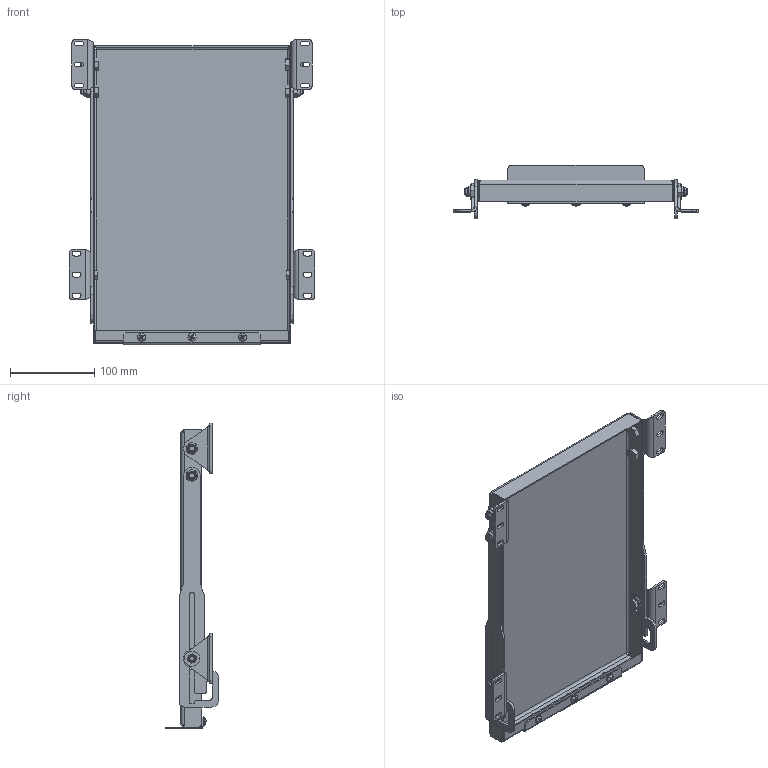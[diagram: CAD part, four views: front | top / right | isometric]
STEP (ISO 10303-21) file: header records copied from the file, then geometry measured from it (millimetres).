
FILE_DESCRIPTION (( 'STEP AP214' ), '1' );
FILE_NAME ('900.004.STEP', '2024-10-03T02:50:01', ( '' ), ( '' ), 'SwSTEP 2.0', 'SolidWorks 2021', '' );
FILE_SCHEMA (( 'AUTOMOTIVE_DESIGN' ));
Length unit declared in the file: millimetre
Products named in the file (11): 900.004-01; ﾘ琺矜 6 褄顆.step; 900.000-03; Ãàéêà ñàìîêîíòð Ì6.step; Ãàéêà ñàìîêîíòð Ì8.step; 900.004-04; 900.004; 令腧 󋔉6.step; Âèíò ñàìîíàðåç Ì5õ10.step; 令腧 󊬱6.step; 900.000-02
Assembly tree (27 placements, depth 2):
  900.004
    900.004-04
    900.004-01
    900.000-02  x4
    900.000-03  x2
    Ãàéêà ñàìîêîíòð Ì8.step  x4
    Âèíò ñàìîíàðåç Ì5õ10.step  x3
    令腧 󋔉6.step  x4
    令腧 󊬱6.step  x2
    ﾘ琺矜 6 褄顆.step  x4
    Ãàéêà ñàìîêîíòð Ì6.step  x2
Bounding box: 291 x 63.8 x 362.8 mm (x, y, z)
Volume: 258101.5 mm3; surface area: 306340.2 mm2
Topology: 27 solids, 27 shells, 724 faces, 1732 edges, 1073 vertices
Faces by surface type: plane 378, cylinder 198, cone 106, torus 20, bspline 16, sphere 6
Entity records: 10199 total; most frequent: CARTESIAN_POINT 2420, DIRECTION 1561, ORIENTED_EDGE 1462, EDGE_CURVE 731, AXIS2_PLACEMENT_3D 562, VERTEX_POINT 451, LINE 437, VECTOR 437
